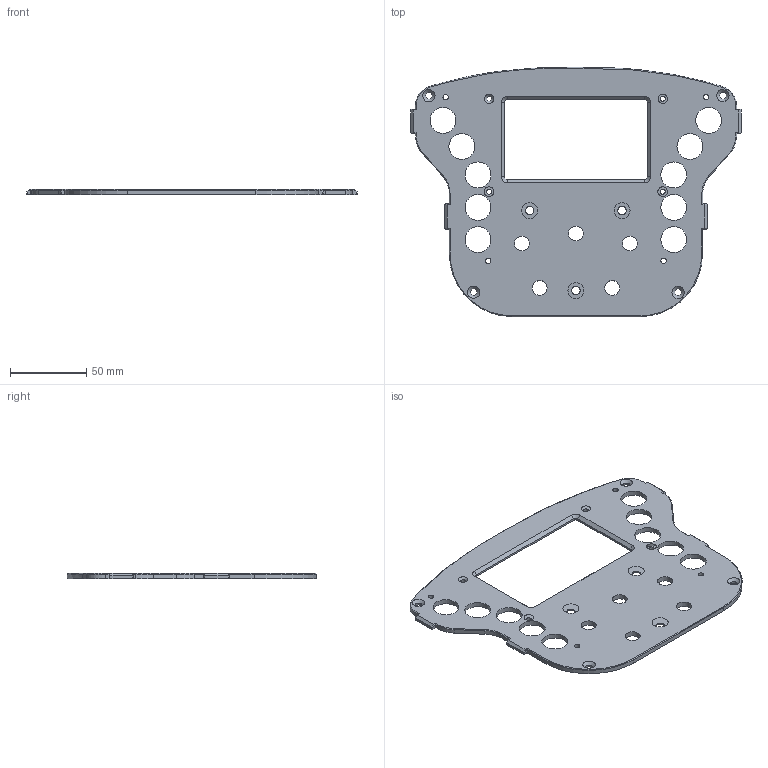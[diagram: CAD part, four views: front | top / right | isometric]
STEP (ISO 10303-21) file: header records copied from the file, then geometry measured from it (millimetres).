
FILE_DESCRIPTION(/* description */ (''),/* implementation_level */ '2;1');
FILE_NAME(/* name */ 'Front Plate.step',/* time_stamp */ '2020-05-17T17:57:15-05:00',/* author */ (''),/* organization */ (''),/* preprocessor_version */ 'ST-DEVELOPER v18.1',/* originating_system */ 'Autodesk Translation Framework v9.3.0.1241',/* authorisation */ '');
FILE_SCHEMA (('AUTOMOTIVE_DESIGN { 1 0 10303 214 3 1 1 }'));
Length unit declared in the file: millimetre
Products named in the file (1): Front Plate
Bounding box: 216.87 x 163.68 x 3.3 mm (x, y, z)
Volume: 67279.7 mm3; surface area: 46825.8 mm2
Topology: 1 solids, 1 shells, 155 faces, 392 edges, 239 vertices
Faces by surface type: plane 86, cylinder 42, cone 23, bspline 4
Full cylindrical faces by diameter (mm): 3.3 x4, 3.5 x4, 4.5 x4, 5.5 x3, 9.754 x5, 17 x10
Entity records: 5242 total; most frequent: CARTESIAN_POINT 1331, DIRECTION 793, ORIENTED_EDGE 784, EDGE_CURVE 392, LINE 275, VECTOR 275, AXIS2_PLACEMENT_3D 259, VERTEX_POINT 239
